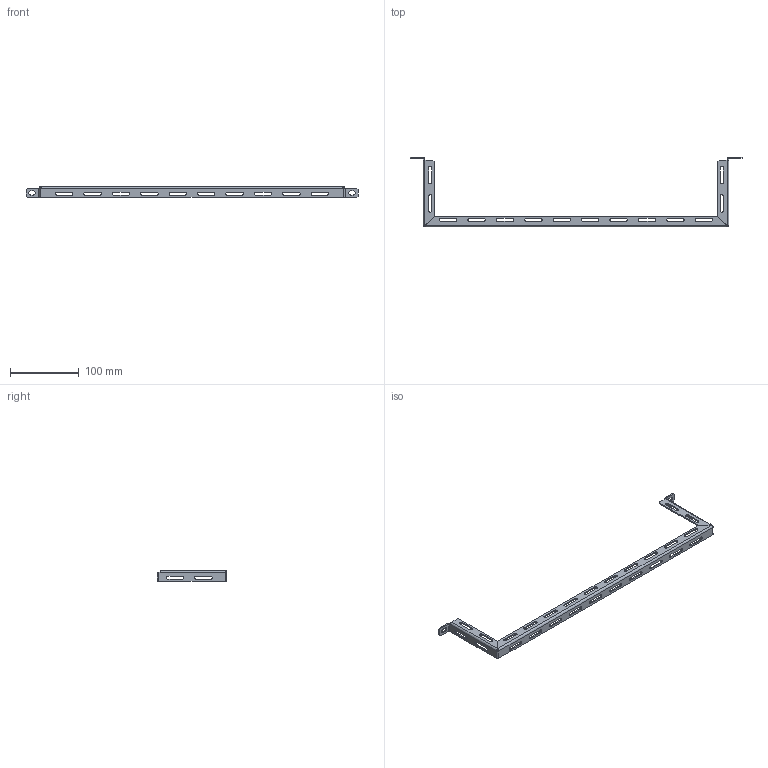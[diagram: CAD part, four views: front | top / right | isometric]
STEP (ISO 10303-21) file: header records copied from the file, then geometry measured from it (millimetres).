
FILE_DESCRIPTION(/* description */ ('Unknown'),/* implementation_level */ '2;1');
FILE_NAME(/* name */ 'HCM194BK',/* time_stamp */ '2019-07-25T09:19:55-04:00',/* author */ ('Unknown'),/* organization */ ('Unknown'),/* preprocessor_version */ 'ST-DEVELOPER v16.7',/* originating_system */ 'DEX',/* authorisation */ $);
FILE_SCHEMA (('AUTOMOTIVE_DESIGN {1 0 10303 214 3 1 1}'));
Length unit declared in the file: millimetre
Products named in the file (1): COM57141-4
Bounding box: 482.6 x 101.6 x 15.88 mm (x, y, z)
Volume: 27907.2 mm3; surface area: 36136.3 mm2
Topology: 1 solids, 1 shells, 180 faces, 514 edges, 336 vertices
Faces by surface type: plane 102, cylinder 74, bspline 4
Entity records: 6067 total; most frequent: CARTESIAN_POINT 1127, ORIENTED_EDGE 1028, DIRECTION 1004, EDGE_CURVE 514, LINE 354, VECTOR 354, VERTEX_POINT 336, AXIS2_PLACEMENT_3D 325
